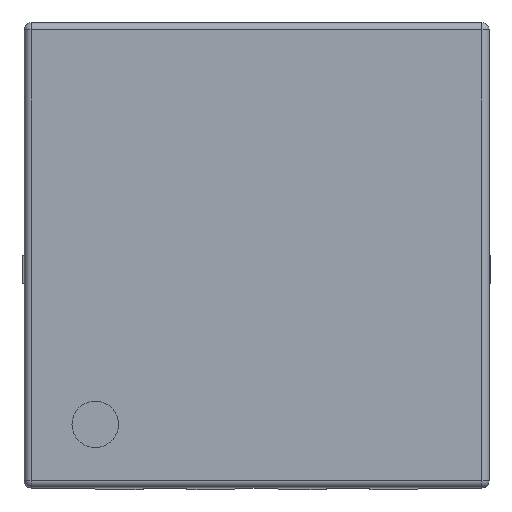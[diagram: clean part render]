
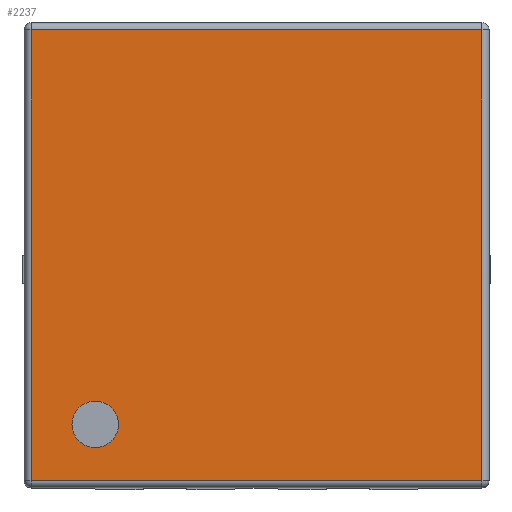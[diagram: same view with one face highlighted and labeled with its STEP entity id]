
A CAD part, top view. The second image highlights one B-rep face of the part: STEP entity #2237.
In plain terms, the highlighted planar face has unit normal (0, 0, 1).
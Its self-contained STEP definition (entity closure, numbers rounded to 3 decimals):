
#40=CIRCLE('',#2344,0.165);
#429=ORIENTED_EDGE('',*,*,#738,.T.);
#430=ORIENTED_EDGE('',*,*,#729,.T.);
#431=ORIENTED_EDGE('',*,*,#720,.T.);
#432=ORIENTED_EDGE('',*,*,#727,.T.);
#433=ORIENTED_EDGE('',*,*,#736,.T.);
#720=EDGE_CURVE('',#896,#897,#1103,.T.);
#727=EDGE_CURVE('',#897,#898,#1104,.T.);
#729=EDGE_CURVE('',#899,#896,#1105,.T.);
#736=EDGE_CURVE('',#898,#899,#1106,.T.);
#738=EDGE_CURVE('',#900,#900,#40,.T.);
#896=VERTEX_POINT('',#3185);
#897=VERTEX_POINT('',#3187);
#898=VERTEX_POINT('',#3199);
#899=VERTEX_POINT('',#3203);
#900=VERTEX_POINT('',#3227);
#1103=LINE('',#3188,#1318);
#1104=LINE('',#3200,#1319);
#1105=LINE('',#3204,#1320);
#1106=LINE('',#3216,#1321);
#1318=VECTOR('',#2665,1000.);
#1319=VECTOR('',#2686,1000.);
#1320=VECTOR('',#2691,1000.);
#1321=VECTOR('',#2714,1000.);
#1394=EDGE_LOOP('',(#429));
#1395=EDGE_LOOP('',(#430,#431,#432,#433));
#1481=FACE_BOUND('',#1394,.T.);
#1482=FACE_BOUND('',#1395,.T.);
#1556=PLANE('',#2343);
#2237=ADVANCED_FACE('',(#1481,#1482),#1556,.T.);
#2343=AXIS2_PLACEMENT_3D('',#3225,#2731,#2732);
#2344=AXIS2_PLACEMENT_3D('',#3226,#2733,#2734);
#2665=DIRECTION('',(-1.,0.,0.));
#2686=DIRECTION('',(0.,-1.,0.));
#2691=DIRECTION('',(0.,1.,0.));
#2714=DIRECTION('',(1.,0.,0.));
#2731=DIRECTION('',(0.,0.,1.));
#2732=DIRECTION('',(1.,0.,0.));
#2733=DIRECTION('',(0.,0.,-1.));
#2734=DIRECTION('',(-1.,0.,0.));
#3185=CARTESIAN_POINT('',(1.6,1.6,1.1));
#3187=CARTESIAN_POINT('',(-1.6,1.6,1.1));
#3188=CARTESIAN_POINT('',(0.,1.6,1.1));
#3199=CARTESIAN_POINT('',(-1.6,-1.6,1.1));
#3200=CARTESIAN_POINT('',(-1.6,0.,1.1));
#3203=CARTESIAN_POINT('',(1.6,-1.6,1.1));
#3204=CARTESIAN_POINT('',(1.6,0.,1.1));
#3216=CARTESIAN_POINT('',(0.,-1.6,1.1));
#3225=CARTESIAN_POINT('',(0.,0.,1.1));
#3226=CARTESIAN_POINT('',(-1.145,-1.2,1.1));
#3227=CARTESIAN_POINT('',(-1.31,-1.2,1.1));
